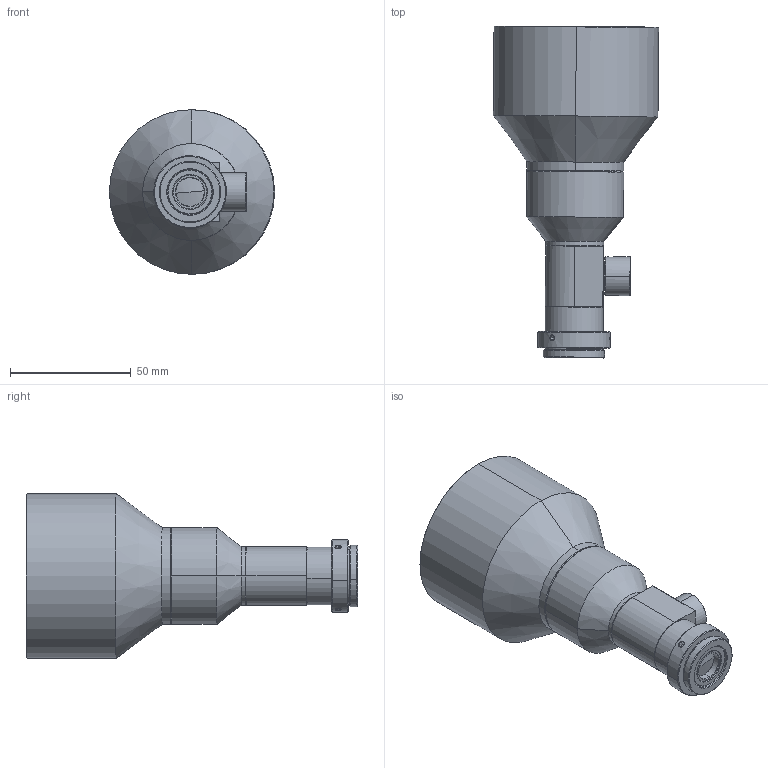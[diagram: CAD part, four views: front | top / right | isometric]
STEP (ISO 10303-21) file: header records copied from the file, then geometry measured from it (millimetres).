
FILE_DESCRIPTION(('FreeCAD Model'),'2;1');
FILE_NAME('Open CASCADE Shape Model','2025-01-22T13:38:18',(''),(''), 'Open CASCADE STEP processor 7.8','FreeCAD','Unknown');
FILE_SCHEMA(('AUTOMOTIVE_DESIGN { 1 0 10303 214 1 1 1 1 }'));
Length unit declared in the file: millimetre
Products named in the file (20): VA-LCM-TC-1-0.3X-WD65-015; 200_1_ASM; 531; 203_ASM; 31-504; JD30303001; 31-306; 31-515; 31-503; 201_ASM; 31-301; 31-501; 31-511; 317; 31-502; 506; 505_ASM; _7850; _000; _36900
Assembly tree (22 placements, depth 4):
  VA-LCM-TC-1-0.3X-WD65-015
    200_1_ASM
      531
      203_ASM
        31-504
        JD30303001  x3
        31-306
        31-515
        31-503
      201_ASM
        31-301
        31-501
        31-511
      317
      31-502
      506
      JD30303001
      505_ASM
        _7850
        _000
        _36900
Bounding box: 68.26 x 137.19 x 68 mm (x, y, z)
Volume: 103772.7 mm3; surface area: 61165 mm2
Topology: 18 solids, 18 shells, 493 faces, 1061 edges, 645 vertices
Faces by surface type: cone 180, cylinder 175, plane 126, sphere 8, torus 4
Entity records: 13151 total; most frequent: CARTESIAN_POINT 2467, DIRECTION 2371, ORIENTED_EDGE 1930, AXIS2_PLACEMENT_3D 973, EDGE_CURVE 965, VERTEX_POINT 585, FACE_BOUND 516, EDGE_LOOP 516
